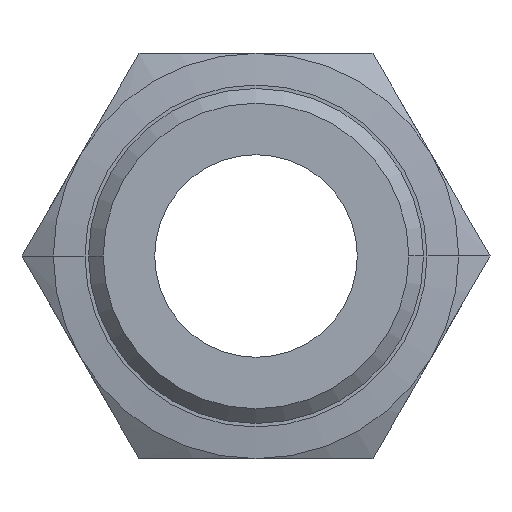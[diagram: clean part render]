
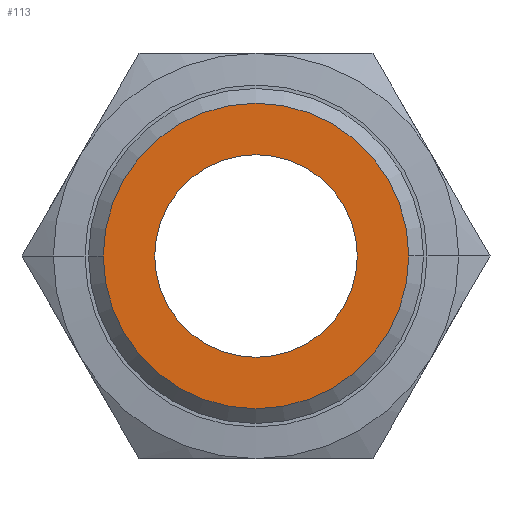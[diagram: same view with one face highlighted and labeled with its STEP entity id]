
A CAD part, front view. The second image highlights one B-rep face of the part: STEP entity #113.
In plain terms, the highlighted planar face has unit normal (0, -1, 0).
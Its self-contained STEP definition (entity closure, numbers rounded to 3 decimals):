
#113=ADVANCED_FACE('',(#266,#267),#268,.T.);
#266=FACE_BOUND('',#434,.T.);
#267=FACE_OUTER_BOUND('',#435,.T.);
#268=PLANE('',#436);
#434=EDGE_LOOP('',(#953,#954));
#435=EDGE_LOOP('',(#955,#956));
#436=AXIS2_PLACEMENT_3D('',#957,#958,#959);
#953=ORIENTED_EDGE('',*,*,#1125,.T.);
#954=ORIENTED_EDGE('',*,*,#1124,.T.);
#955=ORIENTED_EDGE('',*,*,#1087,.F.);
#956=ORIENTED_EDGE('',*,*,#1208,.F.);
#957=CARTESIAN_POINT('',(-6.029,0.0,0.0));
#958=DIRECTION('',(0.0,-1.0,-0.0));
#959=DIRECTION('',(1.0,0.0,0.0));
#1087=EDGE_CURVE('',#1288,#1290,#1291,.T.);
#1124=EDGE_CURVE('',#1358,#1362,#1364,.T.);
#1125=EDGE_CURVE('',#1362,#1358,#1365,.T.);
#1208=EDGE_CURVE('',#1290,#1288,#1480,.T.);
#1288=VERTEX_POINT('',#1576);
#1290=VERTEX_POINT('',#1579);
#1291=CIRCLE('',#1580,12.059);
#1358=VERTEX_POINT('',#1748);
#1362=VERTEX_POINT('',#1753);
#1364=CIRCLE('',#1756,8.0);
#1365=CIRCLE('',#1757,8.0);
#1480=CIRCLE('',#2324,12.059);
#1576=CARTESIAN_POINT('',(-12.059,0.0,0.0));
#1579=CARTESIAN_POINT('',(12.059,0.0,0.));
#1580=AXIS2_PLACEMENT_3D('',#2421,#2422,#2423);
#1748=CARTESIAN_POINT('',(8.0,0.0,0.));
#1753=CARTESIAN_POINT('',(-8.0,0.0,0.));
#1756=AXIS2_PLACEMENT_3D('',#2478,#2479,#2480);
#1757=AXIS2_PLACEMENT_3D('',#2481,#2482,#2483);
#2324=AXIS2_PLACEMENT_3D('',#2586,#2587,#2588);
#2421=CARTESIAN_POINT('',(0.0,0.0,0.0));
#2422=DIRECTION('',(0.0,1.0,0.0));
#2423=DIRECTION('',(-1.0,0.0,0.0));
#2478=CARTESIAN_POINT('',(0.0,0.0,0.0));
#2479=DIRECTION('',(-0.0,1.0,0.0));
#2480=DIRECTION('',(1.0,0.0,0.0));
#2481=CARTESIAN_POINT('',(0.0,0.0,0.0));
#2482=DIRECTION('',(-0.0,1.0,0.0));
#2483=DIRECTION('',(1.0,0.0,0.0));
#2586=CARTESIAN_POINT('',(0.0,0.0,0.0));
#2587=DIRECTION('',(0.0,1.0,0.0));
#2588=DIRECTION('',(-1.0,0.0,0.0));
